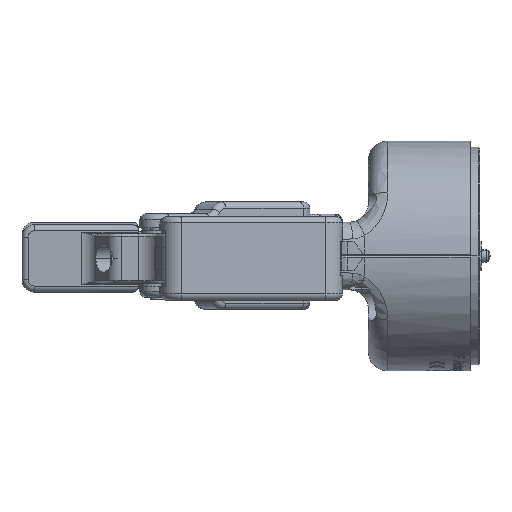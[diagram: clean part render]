
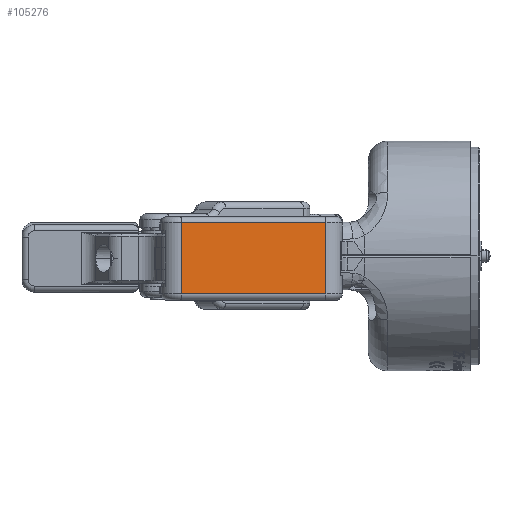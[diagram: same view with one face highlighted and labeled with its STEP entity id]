
A CAD part, left-side view. The second image highlights one B-rep face of the part: STEP entity #105276.
In plain terms, the highlighted face is planar.
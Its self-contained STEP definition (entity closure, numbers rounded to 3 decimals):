
#1756 = EDGE_CURVE ( 'NONE', #13117, #158692, #192732, .T. ) ;
#1935 = ORIENTED_EDGE ( 'NONE', *, *, #131828, .F. ) ;
#8521 = CARTESIAN_POINT ( 'NONE',  ( -70.439, 49.159, -13.6 ) ) ;
#12522 = CARTESIAN_POINT ( 'NONE',  ( -77.222, 96.192, -13.6 ) ) ;
#13117 = VERTEX_POINT ( 'NONE', #122240 ) ;
#23292 = FACE_OUTER_BOUND ( 'NONE', #71177, .T. ) ;
#34613 = CARTESIAN_POINT ( 'NONE',  ( -70.439, 49.159, 11.6 ) ) ;
#41032 = DIRECTION ( 'NONE',  ( 0., 0., 1. ) ) ;
#41401 = VERTEX_POINT ( 'NONE', #83393 ) ;
#42052 = ORIENTED_EDGE ( 'NONE', *, *, #1756, .T. ) ;
#53364 = VECTOR ( 'NONE', #58344, 1000. ) ;
#53713 = DIRECTION ( 'NONE',  ( 0.99, 0.143, 0. ) ) ;
#54644 = VECTOR ( 'NONE', #160313, 1000. ) ;
#58344 = DIRECTION ( 'NONE',  ( 0., 0., 1. ) ) ;
#64430 = VECTOR ( 'NONE', #150005, 1000. ) ;
#71177 = EDGE_LOOP ( 'NONE', ( #42052, #169449, #1935, #105304 ) ) ;
#83180 = PLANE ( 'NONE',  #85150 ) ;
#83393 = CARTESIAN_POINT ( 'NONE',  ( -77.222, 96.192, -11.6 ) ) ;
#84819 = LINE ( 'NONE', #115212, #54644 ) ;
#85150 = AXIS2_PLACEMENT_3D ( 'NONE', #8521, #53713, #98851 ) ;
#98851 = DIRECTION ( 'NONE',  ( 0., 0., -1. ) ) ;
#105276 = ADVANCED_FACE ( 'NONE', ( #23292 ), #83180, .F. ) ;
#105304 = ORIENTED_EDGE ( 'NONE', *, *, #154156, .T. ) ;
#106393 = CARTESIAN_POINT ( 'NONE',  ( -70.439, 49.159, -13.6 ) ) ;
#115212 = CARTESIAN_POINT ( 'NONE',  ( -70.439, 49.159, 11.6 ) ) ;
#116761 = CARTESIAN_POINT ( 'NONE',  ( -70.439, 49.159, -11.6 ) ) ;
#122240 = CARTESIAN_POINT ( 'NONE',  ( -70.439, 49.159, -11.6 ) ) ;
#125474 = VECTOR ( 'NONE', #41032, 1000. ) ;
#130318 = CARTESIAN_POINT ( 'NONE',  ( -77.222, 96.192, 11.6 ) ) ;
#131175 = VERTEX_POINT ( 'NONE', #130318 ) ;
#131828 = EDGE_CURVE ( 'NONE', #41401, #131175, #179255, .T. ) ;
#150005 = DIRECTION ( 'NONE',  ( 0.143, -0.99, 0. ) ) ;
#152282 = EDGE_CURVE ( 'NONE', #158692, #131175, #84819, .T. ) ;
#154156 = EDGE_CURVE ( 'NONE', #41401, #13117, #193168, .T. ) ;
#158692 = VERTEX_POINT ( 'NONE', #34613 ) ;
#160313 = DIRECTION ( 'NONE',  ( -0.143, 0.99, 0. ) ) ;
#169449 = ORIENTED_EDGE ( 'NONE', *, *, #152282, .T. ) ;
#179255 = LINE ( 'NONE', #12522, #125474 ) ;
#192732 = LINE ( 'NONE', #106393, #53364 ) ;
#193168 = LINE ( 'NONE', #116761, #64430 ) ;
